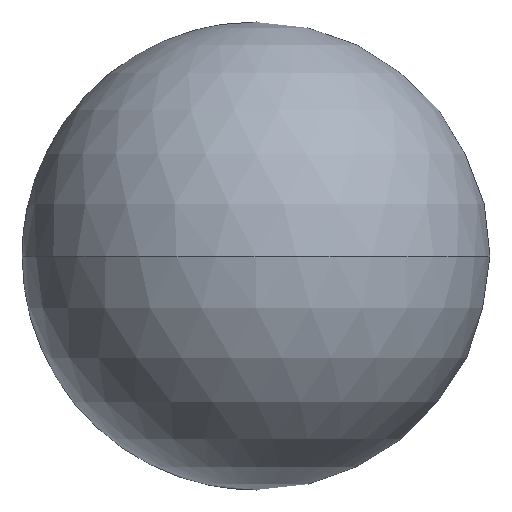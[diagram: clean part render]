
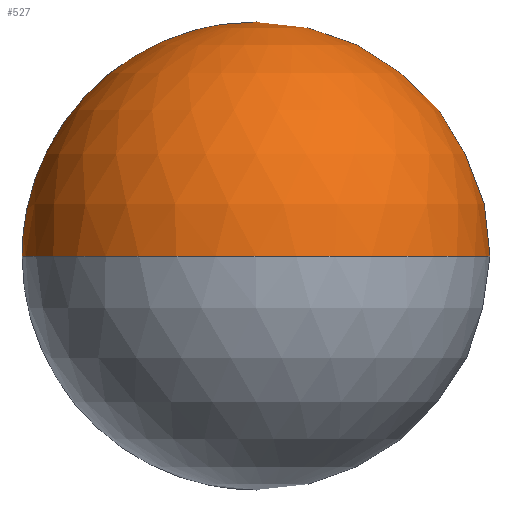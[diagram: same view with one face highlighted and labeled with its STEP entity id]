
A CAD part, left-side view. The second image highlights one B-rep face of the part: STEP entity #527.
In plain terms, the highlighted spherical face has radius 20 mm.
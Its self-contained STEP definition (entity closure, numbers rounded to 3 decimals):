
#18 = DIRECTION ( 'NONE',  ( 0., 0., 1. ) ) ;
#29 = EDGE_LOOP ( 'NONE', ( #243, #264, #475 ) ) ;
#30 = VERTEX_POINT ( 'NONE', #408 ) ;
#49 = CIRCLE ( 'NONE', #154, 20. ) ;
#64 = CARTESIAN_POINT ( 'NONE',  ( 37., 0., 0. ) ) ;
#85 = DIRECTION ( 'NONE',  ( 0., 1., 0. ) ) ;
#89 = CARTESIAN_POINT ( 'NONE',  ( 20., 0., 0. ) ) ;
#99 = DIRECTION ( 'NONE',  ( -1., 0., 0. ) ) ;
#122 = CARTESIAN_POINT ( 'NONE',  ( 20., 0., 0. ) ) ;
#135 = AXIS2_PLACEMENT_3D ( 'NONE', #89, #226, #539 ) ;
#154 = AXIS2_PLACEMENT_3D ( 'NONE', #122, #386, #85 ) ;
#223 = SPHERICAL_SURFACE ( 'NONE', #311, 20. ) ;
#224 = CARTESIAN_POINT ( 'NONE',  ( 37., 10.536, 0. ) ) ;
#226 = DIRECTION ( 'NONE',  ( 0., 0., 1. ) ) ;
#238 = EDGE_CURVE ( 'NONE', #537, #30, #49, .T. ) ;
#243 = ORIENTED_EDGE ( 'NONE', *, *, #238, .F. ) ;
#250 = CIRCLE ( 'NONE', #484, 10.536 ) ;
#264 = ORIENTED_EDGE ( 'NONE', *, *, #502, .T. ) ;
#286 = EDGE_CURVE ( 'NONE', #337, #30, #320, .T. ) ;
#311 = AXIS2_PLACEMENT_3D ( 'NONE', #353, #443, #401 ) ;
#320 = CIRCLE ( 'NONE', #135, 20. ) ;
#337 = VERTEX_POINT ( 'NONE', #224 ) ;
#353 = CARTESIAN_POINT ( 'NONE',  ( 20., 0., 0. ) ) ;
#369 = FACE_OUTER_BOUND ( 'NONE', #29, .T. ) ;
#386 = DIRECTION ( 'NONE',  ( 0., 0., -1. ) ) ;
#401 = DIRECTION ( 'NONE',  ( 0., 1., 0. ) ) ;
#408 = CARTESIAN_POINT ( 'NONE',  ( 0., 0., 0. ) ) ;
#443 = DIRECTION ( 'NONE',  ( 0., 0., -1. ) ) ;
#475 = ORIENTED_EDGE ( 'NONE', *, *, #286, .T. ) ;
#484 = AXIS2_PLACEMENT_3D ( 'NONE', #64, #99, #18 ) ;
#502 = EDGE_CURVE ( 'NONE', #537, #337, #250, .T. ) ;
#527 = ADVANCED_FACE ( 'NONE', ( #369 ), #223, .T. ) ;
#537 = VERTEX_POINT ( 'NONE', #541 ) ;
#539 = DIRECTION ( 'NONE',  ( 1., 0., 0. ) ) ;
#541 = CARTESIAN_POINT ( 'NONE',  ( 37., -10.536, 0. ) ) ;
